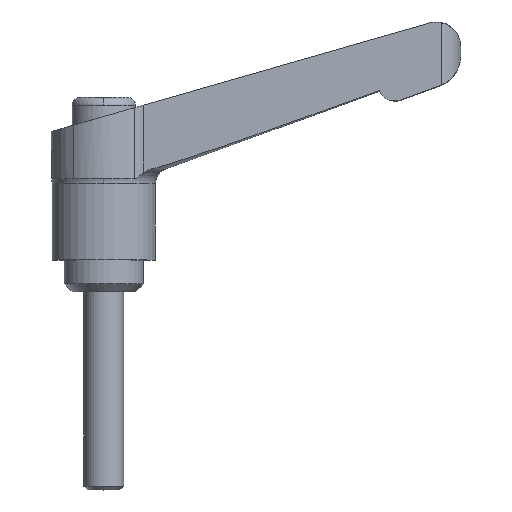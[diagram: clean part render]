
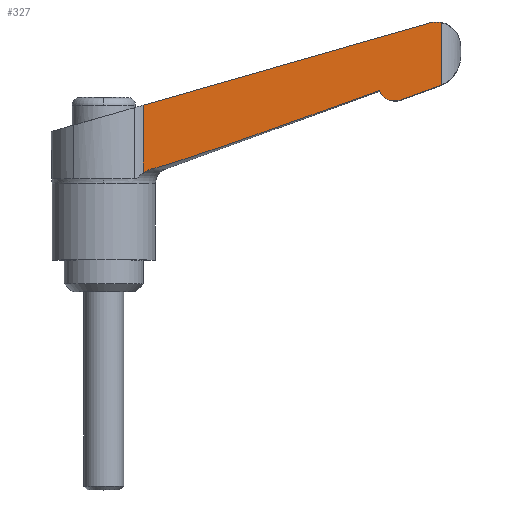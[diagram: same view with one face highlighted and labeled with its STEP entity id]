
A CAD part, top view. The second image highlights one B-rep face of the part: STEP entity #327.
In plain terms, the highlighted planar face has unit normal (0.035, 0, 0.999).
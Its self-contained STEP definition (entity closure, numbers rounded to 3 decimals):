
#305 = EDGE_CURVE( '', #433, #651, #795, .T. );
#313 = EDGE_CURVE( '', #555, #415, #804, .T. );
#327 = ADVANCED_FACE( '', ( #819 ), #820, .F. );
#365 = VERTEX_POINT( '', #862 );
#401 = EDGE_CURVE( '', #419, #547, #904, .T. );
#415 = VERTEX_POINT( '', #918 );
#419 = VERTEX_POINT( '', #922 );
#433 = VERTEX_POINT( '', #937 );
#457 = EDGE_CURVE( '', #365, #555, #967, .T. );
#467 = EDGE_CURVE( '', #553, #547, #977, .T. );
#513 = EDGE_CURVE( '', #415, #433, #1026, .T. );
#547 = VERTEX_POINT( '', #1064 );
#553 = VERTEX_POINT( '', #1070 );
#555 = VERTEX_POINT( '', #1072 );
#573 = EDGE_CURVE( '', #615, #365, #1092, .T. );
#615 = VERTEX_POINT( '', #1139 );
#623 = EDGE_CURVE( '', #419, #615, #1147, .T. );
#651 = VERTEX_POINT( '', #1179 );
#709 = EDGE_CURVE( '', #553, #651, #1242, .T. );
#795 = LINE( '', #1345, #1346 );
#804 = ( B_SPLINE_CURVE( 2, ( #1356, #1357, #1358 ), .UNSPECIFIED., .F., .F. )B_SPLINE_CURVE_WITH_KNOTS( ( 3, 3 ), ( 0., 30.397 ), .UNSPECIFIED. )RATIONAL_B_SPLINE_CURVE( ( 1., 1.349, 1. ) )BOUNDED_CURVE(  )REPRESENTATION_ITEM( '' )GEOMETRIC_REPRESENTATION_ITEM(  )CURVE(  ) );
#819 = FACE_OUTER_BOUND( '', #1385, .T. );
#820 = PLANE( '', #1386 );
#862 = CARTESIAN_POINT( '', ( 37.365, 24.178, 3.846 ) );
#904 = LINE( '', #1516, #1517 );
#918 = CARTESIAN_POINT( '', ( 6.056, 15.479, 4.939 ) );
#922 = CARTESIAN_POINT( '', ( 42.611, 26.098, 3.662 ) );
#937 = CARTESIAN_POINT( '', ( 4.96, 14.953, 4.977 ) );
#967 = B_SPLINE_CURVE_WITH_KNOTS( '', 3, ( #1622, #1623, #1624, #1625, #1626, #1627, #1628, #1629, #1630, #1631, #1632, #1633, #1634, #1635, #1636, #1637, #1638, #1639, #1640, #1641 ), .UNSPECIFIED., .F., .F., ( 4, 2, 2, 2, 2, 2, 2, 2, 2, 4 ), ( 2.315, 2.601, 2.976, 3.351, 3.726, 4.1, 4.473, 4.844, 5.215, 5.298 ), .UNSPECIFIED. );
#977 = B_SPLINE_CURVE_WITH_KNOTS( '', 3, ( #1669, #1670, #1671, #1672, #1673, #1674, #1675, #1676, #1677, #1678 ), .UNSPECIFIED., .F., .F., ( 4, 2, 2, 2, 4 ), ( 12.59, 12.819, 13.381, 13.941, 14.115 ), .UNSPECIFIED. );
#1026 = B_SPLINE_CURVE_WITH_KNOTS( '', 3, ( #1749, #1750, #1751, #1752, #1753, #1754, #1755, #1756 ), .UNSPECIFIED., .F., .F., ( 4, 2, 2, 4 ), ( 4.101, 4.299, 4.805, 5.256 ), .UNSPECIFIED. );
#1064 = CARTESIAN_POINT( '', ( 42.611, 33.919, 3.662 ) );
#1070 = CARTESIAN_POINT( '', ( 41.52, 34.002, 3.701 ) );
#1072 = CARTESIAN_POINT( '', ( 34.777, 25.373, 3.936 ) );
#1092 = ( B_SPLINE_CURVE( 2, ( #1838, #1839, #1840 ), .UNSPECIFIED., .F., .F. )B_SPLINE_CURVE_WITH_KNOTS( ( 3, 3 ), ( 0., 5.151 ), .UNSPECIFIED. )RATIONAL_B_SPLINE_CURVE( ( 1., 1.002, 1. ) )BOUNDED_CURVE(  )REPRESENTATION_ITEM( '' )GEOMETRIC_REPRESENTATION_ITEM(  )CURVE(  ) );
#1139 = CARTESIAN_POINT( '', ( 42.207, 25.927, 3.677 ) );
#1147 = B_SPLINE_CURVE_WITH_KNOTS( '', 3, ( #1942, #1943, #1944, #1945, #1946, #1947 ), .UNSPECIFIED., .F., .F., ( 4, 2, 4 ), ( 4.198, 4.45, 4.626 ), .UNSPECIFIED. );
#1179 = CARTESIAN_POINT( '', ( 4.96, 23.518, 4.977 ) );
#1242 = LINE( '', #2121, #2122 );
#1345 = CARTESIAN_POINT( '', ( 4.96, 0., 4.977 ) );
#1346 = VECTOR( '', #2210, 1. );
#1356 = CARTESIAN_POINT( '', ( 34.777, 25.373, 3.936 ) );
#1357 = CARTESIAN_POINT( '', ( 11.299, 16.916, 4.756 ) );
#1358 = CARTESIAN_POINT( '', ( 6.056, 15.479, 4.939 ) );
#1385 = EDGE_LOOP( '', ( #2239, #2240, #2241, #2242, #2243, #2244, #2245, #2246, #2247 ) );
#1386 = AXIS2_PLACEMENT_3D( '', #2248, #2249, #2250 );
#1516 = CARTESIAN_POINT( '', ( 42.611, 0., 3.662 ) );
#1517 = VECTOR( '', #2350, 1. );
#1622 = CARTESIAN_POINT( '', ( 37.365, 24.178, 3.846 ) );
#1623 = CARTESIAN_POINT( '', ( 37.272, 24.144, 3.849 ) );
#1624 = CARTESIAN_POINT( '', ( 37.172, 24.116, 3.852 ) );
#1625 = CARTESIAN_POINT( '', ( 36.936, 24.069, 3.861 ) );
#1626 = CARTESIAN_POINT( '', ( 36.8, 24.057, 3.865 ) );
#1627 = CARTESIAN_POINT( '', ( 36.55, 24.057, 3.874 ) );
#1628 = CARTESIAN_POINT( '', ( 36.413, 24.069, 3.879 ) );
#1629 = CARTESIAN_POINT( '', ( 36.146, 24.122, 3.888 ) );
#1630 = CARTESIAN_POINT( '', ( 36.015, 24.163, 3.893 ) );
#1631 = CARTESIAN_POINT( '', ( 35.784, 24.258, 3.901 ) );
#1632 = CARTESIAN_POINT( '', ( 35.663, 24.321, 3.905 ) );
#1633 = CARTESIAN_POINT( '', ( 35.437, 24.471, 3.913 ) );
#1634 = CARTESIAN_POINT( '', ( 35.332, 24.558, 3.917 ) );
#1635 = CARTESIAN_POINT( '', ( 35.156, 24.733, 3.923 ) );
#1636 = CARTESIAN_POINT( '', ( 35.069, 24.837, 3.926 ) );
#1637 = CARTESIAN_POINT( '', ( 34.919, 25.061, 3.931 ) );
#1638 = CARTESIAN_POINT( '', ( 34.855, 25.181, 3.933 ) );
#1639 = CARTESIAN_POINT( '', ( 34.797, 25.32, 3.935 ) );
#1640 = CARTESIAN_POINT( '', ( 34.787, 25.346, 3.936 ) );
#1641 = CARTESIAN_POINT( '', ( 34.777, 25.373, 3.936 ) );
#1669 = CARTESIAN_POINT( '', ( 41.004, 33.903, 3.719 ) );
#1670 = CARTESIAN_POINT( '', ( 41.083, 33.925, 3.716 ) );
#1671 = CARTESIAN_POINT( '', ( 41.164, 33.945, 3.713 ) );
#1672 = CARTESIAN_POINT( '', ( 41.446, 34.001, 3.703 ) );
#1673 = CARTESIAN_POINT( '', ( 41.65, 34.019, 3.696 ) );
#1674 = CARTESIAN_POINT( '', ( 42.023, 34.019, 3.683 ) );
#1675 = CARTESIAN_POINT( '', ( 42.227, 34.001, 3.676 ) );
#1676 = CARTESIAN_POINT( '', ( 42.489, 33.949, 3.667 ) );
#1677 = CARTESIAN_POINT( '', ( 42.55, 33.935, 3.665 ) );
#1678 = CARTESIAN_POINT( '', ( 42.611, 33.919, 3.662 ) );
#1749 = CARTESIAN_POINT( '', ( 6.056, 15.479, 4.939 ) );
#1750 = CARTESIAN_POINT( '', ( 5.989, 15.461, 4.941 ) );
#1751 = CARTESIAN_POINT( '', ( 5.924, 15.44, 4.944 ) );
#1752 = CARTESIAN_POINT( '', ( 5.701, 15.365, 4.951 ) );
#1753 = CARTESIAN_POINT( '', ( 5.53, 15.294, 4.957 ) );
#1754 = CARTESIAN_POINT( '', ( 5.222, 15.132, 4.968 ) );
#1755 = CARTESIAN_POINT( '', ( 5.083, 15.044, 4.973 ) );
#1756 = CARTESIAN_POINT( '', ( 4.96, 14.953, 4.977 ) );
#1838 = CARTESIAN_POINT( '', ( 42.207, 25.927, 3.677 ) );
#1839 = CARTESIAN_POINT( '', ( 39.641, 24.999, 3.766 ) );
#1840 = CARTESIAN_POINT( '', ( 37.365, 24.178, 3.846 ) );
#1942 = CARTESIAN_POINT( '', ( 42.611, 26.098, 3.662 ) );
#1943 = CARTESIAN_POINT( '', ( 42.532, 26.059, 3.665 ) );
#1944 = CARTESIAN_POINT( '', ( 42.453, 26.024, 3.668 ) );
#1945 = CARTESIAN_POINT( '', ( 42.321, 25.969, 3.673 ) );
#1946 = CARTESIAN_POINT( '', ( 42.265, 25.947, 3.675 ) );
#1947 = CARTESIAN_POINT( '', ( 42.207, 25.927, 3.677 ) );
#2121 = CARTESIAN_POINT( '', ( -4.505, 20.804, 5.308 ) );
#2122 = VECTOR( '', #2735, 1. );
#2210 = DIRECTION( '', ( 0., 1., 0. ) );
#2239 = ORIENTED_EDGE( '', *, *, #709, .T. );
#2240 = ORIENTED_EDGE( '', *, *, #305, .F. );
#2241 = ORIENTED_EDGE( '', *, *, #513, .F. );
#2242 = ORIENTED_EDGE( '', *, *, #313, .F. );
#2243 = ORIENTED_EDGE( '', *, *, #457, .F. );
#2244 = ORIENTED_EDGE( '', *, *, #573, .F. );
#2245 = ORIENTED_EDGE( '', *, *, #623, .F. );
#2246 = ORIENTED_EDGE( '', *, *, #401, .T. );
#2247 = ORIENTED_EDGE( '', *, *, #467, .F. );
#2248 = CARTESIAN_POINT( '', ( 4.96, 0., 4.977 ) );
#2249 = DIRECTION( '', ( -0.035, 0., -0.999 ) );
#2250 = DIRECTION( '', ( -0.999, 0., 0.035 ) );
#2350 = DIRECTION( '', ( 0., 1., 0. ) );
#2735 = DIRECTION( '', ( -0.961, -0.275, 0.034 ) );
